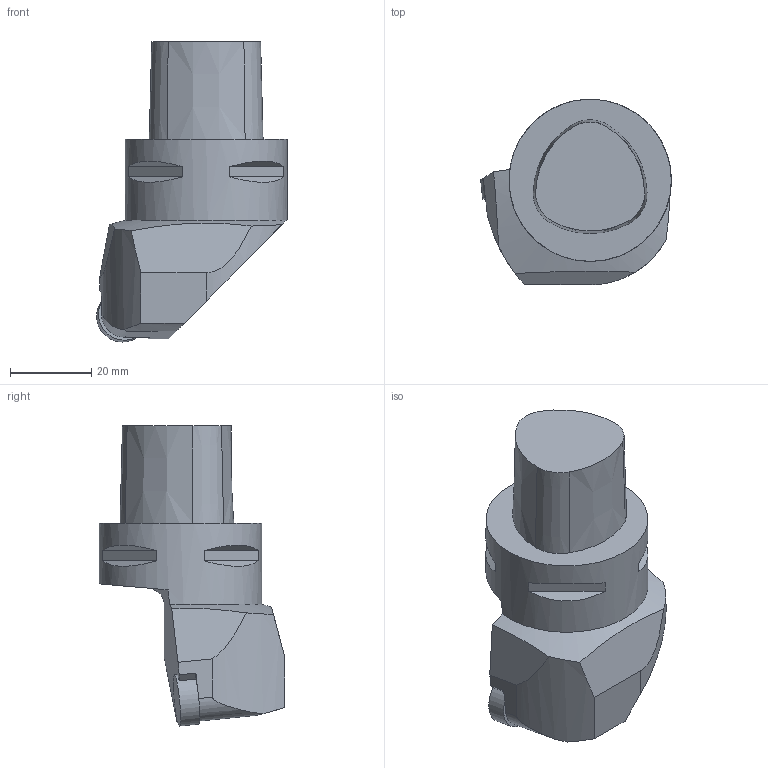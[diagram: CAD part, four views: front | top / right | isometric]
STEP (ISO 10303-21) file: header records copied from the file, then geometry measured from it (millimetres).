
FILE_DESCRIPTION(/* description */ (''),/* implementation_level */ '2;1');
FILE_NAME(/* name */ 'C4-CRSNR-27050-12.stp',/* time_stamp */ '2018-02-15T16:17:29+06:00',/* author */ (''),/* organization */ (''),/* preprocessor_version */ 'ST-DEVELOPER v16',/* originating_system */ 'SIEMENS PLM Software NX 11.0',/* authorisation */ '');
FILE_SCHEMA (('AUTOMOTIVE_DESIGN { 1 0 10303 214 3 1 1 1 }'));
Length unit declared in the file: millimetre
Products named in the file (1): C4-CRSNR-27050-12
Bounding box: 46.99 x 45.7 x 74 mm (x, y, z)
Volume: 58258.3 mm3; surface area: 11834.4 mm2
Topology: 3 solids, 3 shells, 46 faces, 109 edges, 73 vertices
Faces by surface type: plane 29, cylinder 9, cone 8
Full cylindrical faces by diameter (mm): 12.698 x1, 40 x1
Entity records: 1432 total; most frequent: CARTESIAN_POINT 298, DIRECTION 233, ORIENTED_EDGE 210, EDGE_CURVE 105, AXIS2_PLACEMENT_3D 91, VERTEX_POINT 71, EDGE_LOOP 52, LINE 51
